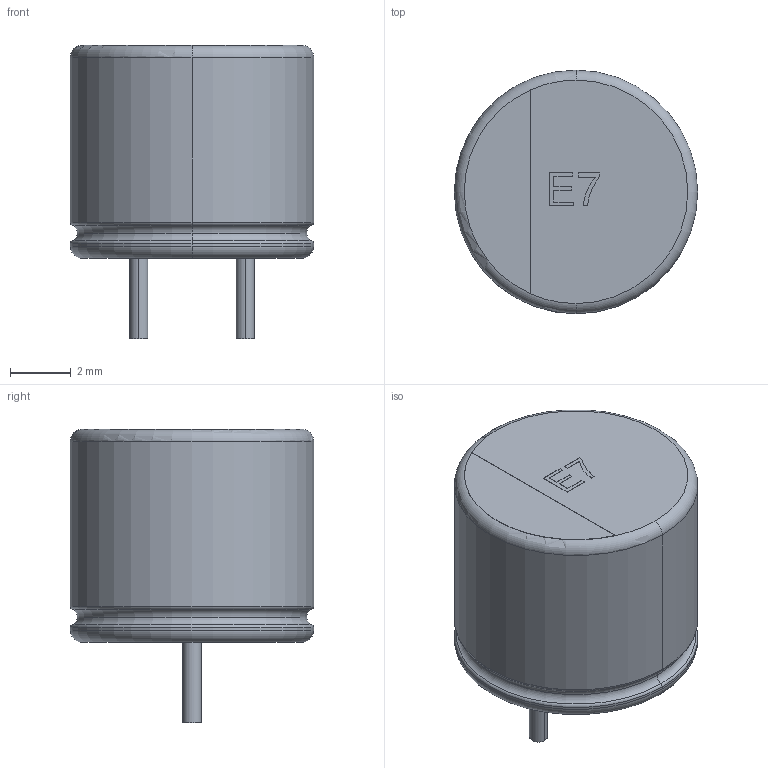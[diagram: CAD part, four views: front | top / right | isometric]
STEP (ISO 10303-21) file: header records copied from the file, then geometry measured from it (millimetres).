
FILE_DESCRIPTION (( 'STEP AP214' ), '1' );
FILE_NAME ('THD Capacitor Polar E7(8X7mm).STEP', '2019-06-13T11:39:57', ( '' ), ( '' ), 'SwSTEP 2.0', 'SolidWorks 2018', '' );
FILE_SCHEMA (( 'AUTOMOTIVE_DESIGN' ));
Length unit declared in the file: millimetre
Products named in the file (1): THD Capacitor Polar E7(8X7mm)
Bounding box: 8 x 8 x 9.66 mm (x, y, z)
Volume: 348.4 mm3; surface area: 283.5 mm2
Topology: 1 solids, 1 shells, 64 faces, 155 edges, 98 vertices
Faces by surface type: plane 30, cylinder 19, torus 12, bspline 3
Entity records: 2661 total; most frequent: CARTESIAN_POINT 489, DIRECTION 334, ORIENTED_EDGE 310, EDGE_CURVE 155, AXIS2_PLACEMENT_3D 123, VERTEX_POINT 98, VECTOR 88, LINE 88
